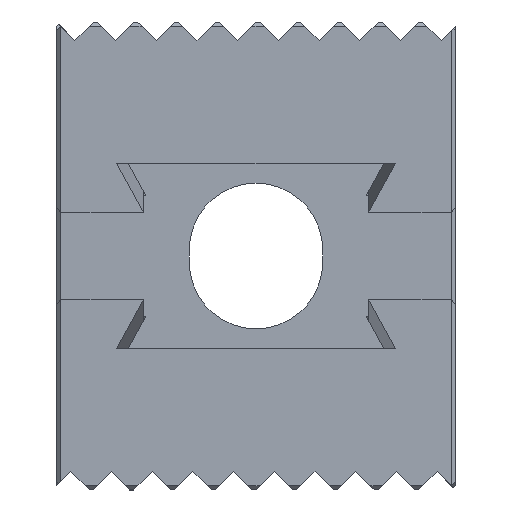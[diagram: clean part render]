
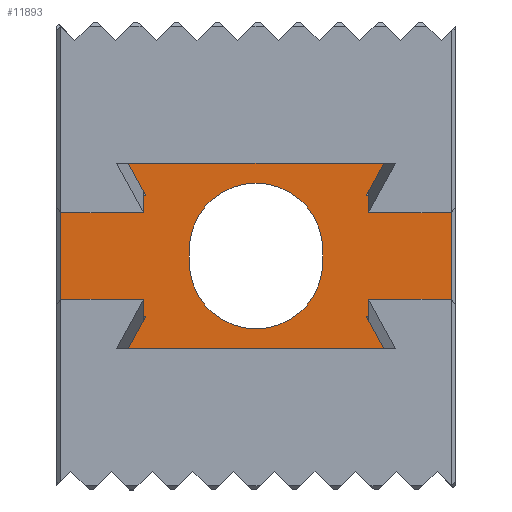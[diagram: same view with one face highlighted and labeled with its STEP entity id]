
A CAD part, front view. The second image highlights one B-rep face of the part: STEP entity #11893.
In plain terms, the highlighted planar face has unit normal (0, -1, 0).
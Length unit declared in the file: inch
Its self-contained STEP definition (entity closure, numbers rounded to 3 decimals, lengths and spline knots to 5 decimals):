
#337 = LINE ( 'NONE', #15582, #15841 ) ;
#765 = LINE ( 'NONE', #7314, #9479 ) ;
#1185 = ORIENTED_EDGE ( 'NONE', *, *, #9952, .F. ) ;
#1695 = DIRECTION ( 'NONE',  ( 0.477, 0., 0.879 ) ) ;
#1859 = VERTEX_POINT ( 'NONE', #17926 ) ;
#1934 = EDGE_LOOP ( 'NONE', ( #17939, #12350, #11264, #2006, #16286, #10589, #13482, #10792, #9672, #1185, #3215, #10565 ) ) ;
#1969 = VECTOR ( 'NONE', #15556, 39.37008 ) ;
#1974 = EDGE_CURVE ( 'NONE', #10842, #18638, #14870, .T. ) ;
#2006 = ORIENTED_EDGE ( 'NONE', *, *, #1974, .T. ) ;
#2094 = VECTOR ( 'NONE', #1695, 39.37008 ) ;
#2395 = EDGE_CURVE ( 'NONE', #10144, #6682, #6365, .T. ) ;
#2523 = VECTOR ( 'NONE', #15077, 39.37008 ) ;
#2567 = DIRECTION ( 'NONE',  ( -1., 0., 0. ) ) ;
#2700 = CARTESIAN_POINT ( 'NONE',  ( -0.2709, 0., -0.1487 ) ) ;
#2709 = VECTOR ( 'NONE', #15815, 39.37008 ) ;
#2951 = LINE ( 'NONE', #18719, #6078 ) ;
#3048 = CARTESIAN_POINT ( 'NONE',  ( -0.48, 0., 0.1487 ) ) ;
#3093 = VERTEX_POINT ( 'NONE', #5782 ) ;
#3215 = ORIENTED_EDGE ( 'NONE', *, *, #3235, .F. ) ;
#3235 = EDGE_CURVE ( 'NONE', #8013, #18555, #10210, .T. ) ;
#3332 = EDGE_LOOP ( 'NONE', ( #3907, #7746, #17639, #12977, #10911 ) ) ;
#3510 = EDGE_CURVE ( 'NONE', #7835, #10539, #10440, .T. ) ;
#3907 = ORIENTED_EDGE ( 'NONE', *, *, #14108, .T. ) ;
#3912 = CARTESIAN_POINT ( 'NONE',  ( 0.33845, 0., -0.27321 ) ) ;
#3931 = DIRECTION ( 'NONE',  ( 0., 1., 0. ) ) ;
#4130 = EDGE_CURVE ( 'NONE', #16001, #1859, #6809, .T. ) ;
#4483 = CARTESIAN_POINT ( 'NONE',  ( -0.164, 0., 0.015 ) ) ;
#5298 = DIRECTION ( 'NONE',  ( 0., 1., 0. ) ) ;
#5349 = PLANE ( 'NONE',  #13766 ) ;
#5403 = VERTEX_POINT ( 'NONE', #17277 ) ;
#5510 = AXIS2_PLACEMENT_3D ( 'NONE', #13171, #3931, #14735 ) ;
#5697 = FACE_OUTER_BOUND ( 'NONE', #1934, .T. ) ;
#5782 = CARTESIAN_POINT ( 'NONE',  ( 0.164, 0., -0.015 ) ) ;
#5998 = DIRECTION ( 'NONE',  ( -1., 0., 0. ) ) ;
#6078 = VECTOR ( 'NONE', #6331, 39.37008 ) ;
#6150 = DIRECTION ( 'NONE',  ( 0.477, 0., -0.879 ) ) ;
#6331 = DIRECTION ( 'NONE',  ( 0., 0., -1. ) ) ;
#6365 = LINE ( 'NONE', #16070, #17743 ) ;
#6544 = CARTESIAN_POINT ( 'NONE',  ( -0.48, 0., -0.1487 ) ) ;
#6682 = VERTEX_POINT ( 'NONE', #14693 ) ;
#6809 = LINE ( 'NONE', #6544, #2709 ) ;
#6883 = LINE ( 'NONE', #16625, #7857 ) ;
#7314 = CARTESIAN_POINT ( 'NONE',  ( 0.49, 0., 0.1487 ) ) ;
#7361 = DIRECTION ( 'NONE',  ( 0., 1., 0. ) ) ;
#7712 = EDGE_CURVE ( 'NONE', #5403, #10842, #765, .T. ) ;
#7746 = ORIENTED_EDGE ( 'NONE', *, *, #3510, .T. ) ;
#7835 = VERTEX_POINT ( 'NONE', #4483 ) ;
#7857 = VECTOR ( 'NONE', #8932, 39.37008 ) ;
#7888 = DIRECTION ( 'NONE',  ( 0., 0., 1. ) ) ;
#8013 = VERTEX_POINT ( 'NONE', #3912 ) ;
#8400 = AXIS2_PLACEMENT_3D ( 'NONE', #14538, #5298, #16109 ) ;
#8446 = DIRECTION ( 'NONE',  ( -1., 0., 0. ) ) ;
#8594 = EDGE_CURVE ( 'NONE', #14293, #3093, #2951, .T. ) ;
#8932 = DIRECTION ( 'NONE',  ( -1., 0., 0. ) ) ;
#9090 = VECTOR ( 'NONE', #5998, 39.37008 ) ;
#9414 = CARTESIAN_POINT ( 'NONE',  ( -0.15005, 0., 0.07404 ) ) ;
#9479 = VECTOR ( 'NONE', #2567, 39.37008 ) ;
#9672 = ORIENTED_EDGE ( 'NONE', *, *, #17725, .F. ) ;
#9775 = FACE_BOUND ( 'NONE', #3332, .T. ) ;
#9855 = CARTESIAN_POINT ( 'NONE',  ( 0.33845, 0., 0.27321 ) ) ;
#9952 = EDGE_CURVE ( 'NONE', #18555, #17709, #10797, .T. ) ;
#10028 = LINE ( 'NONE', #13714, #9090 ) ;
#10142 = CARTESIAN_POINT ( 'NONE',  ( 0.48, 0., -0.1487 ) ) ;
#10144 = VERTEX_POINT ( 'NONE', #14478 ) ;
#10210 = LINE ( 'NONE', #12429, #1969 ) ;
#10440 = CIRCLE ( 'NONE', #8400, 0.164 ) ;
#10539 = VERTEX_POINT ( 'NONE', #18826 ) ;
#10565 = ORIENTED_EDGE ( 'NONE', *, *, #19926, .F. ) ;
#10589 = ORIENTED_EDGE ( 'NONE', *, *, #2395, .T. ) ;
#10656 = CARTESIAN_POINT ( 'NONE',  ( -0.164, 0., -0.015 ) ) ;
#10792 = ORIENTED_EDGE ( 'NONE', *, *, #4130, .T. ) ;
#10797 = LINE ( 'NONE', #9414, #2094 ) ;
#10842 = VERTEX_POINT ( 'NONE', #14007 ) ;
#10876 = AXIS2_PLACEMENT_3D ( 'NONE', #16607, #7361, #18165 ) ;
#10911 = ORIENTED_EDGE ( 'NONE', *, *, #12575, .T. ) ;
#11264 = ORIENTED_EDGE ( 'NONE', *, *, #7712, .T. ) ;
#11893 = ADVANCED_FACE ( 'NONE', ( #9775, #5697 ), #5349, .F. ) ;
#11960 = VECTOR ( 'NONE', #8446, 39.37008 ) ;
#12228 = CARTESIAN_POINT ( 'NONE',  ( 0.164, 0., 0.015 ) ) ;
#12350 = ORIENTED_EDGE ( 'NONE', *, *, #16496, .T. ) ;
#12410 = CIRCLE ( 'NONE', #10876, 0.164 ) ;
#12429 = CARTESIAN_POINT ( 'NONE',  ( 0.49, 0., -0.27321 ) ) ;
#12575 = EDGE_CURVE ( 'NONE', #3093, #18736, #12410, .T. ) ;
#12762 = CARTESIAN_POINT ( 'NONE',  ( -0.33845, 0., -0.27321 ) ) ;
#12977 = ORIENTED_EDGE ( 'NONE', *, *, #8594, .T. ) ;
#13171 = CARTESIAN_POINT ( 'NONE',  ( 0., 0., 0.015 ) ) ;
#13482 = ORIENTED_EDGE ( 'NONE', *, *, #17822, .T. ) ;
#13528 = CARTESIAN_POINT ( 'NONE',  ( 0.14387, 0., -0.08543 ) ) ;
#13657 = LINE ( 'NONE', #17608, #14127 ) ;
#13714 = CARTESIAN_POINT ( 'NONE',  ( 0.49, 0., 0.27321 ) ) ;
#13766 = AXIS2_PLACEMENT_3D ( 'NONE', #17494, #15953, #16168 ) ;
#14007 = CARTESIAN_POINT ( 'NONE',  ( 0.2709, 0., 0.1487 ) ) ;
#14108 = EDGE_CURVE ( 'NONE', #18736, #7835, #16898, .T. ) ;
#14127 = VECTOR ( 'NONE', #19173, 39.37008 ) ;
#14293 = VERTEX_POINT ( 'NONE', #12228 ) ;
#14478 = CARTESIAN_POINT ( 'NONE',  ( -0.33845, 0., 0.27321 ) ) ;
#14538 = CARTESIAN_POINT ( 'NONE',  ( 0., 0., 0.015 ) ) ;
#14693 = CARTESIAN_POINT ( 'NONE',  ( -0.2709, 0., 0.1487 ) ) ;
#14735 = DIRECTION ( 'NONE',  ( 0., 0., 1. ) ) ;
#14774 = EDGE_CURVE ( 'NONE', #10539, #14293, #19047, .T. ) ;
#14870 = LINE ( 'NONE', #13528, #2523 ) ;
#15077 = DIRECTION ( 'NONE',  ( 0.477, 0., 0.879 ) ) ;
#15341 = CARTESIAN_POINT ( 'NONE',  ( 0.2709, 0., -0.1487 ) ) ;
#15556 = DIRECTION ( 'NONE',  ( -1., 0., 0. ) ) ;
#15582 = CARTESIAN_POINT ( 'NONE',  ( 0.48, 0., -0.27321 ) ) ;
#15815 = DIRECTION ( 'NONE',  ( 0., 0., -1. ) ) ;
#15841 = VECTOR ( 'NONE', #7888, 39.37008 ) ;
#15953 = DIRECTION ( 'NONE',  ( 0., 1., 0. ) ) ;
#16001 = VERTEX_POINT ( 'NONE', #3048 ) ;
#16070 = CARTESIAN_POINT ( 'NONE',  ( 0.07898, 0., -0.4962 ) ) ;
#16078 = LINE ( 'NONE', #19269, #11960 ) ;
#16109 = DIRECTION ( 'NONE',  ( 0., 0., 1. ) ) ;
#16168 = DIRECTION ( 'NONE',  ( 0., 0., 1. ) ) ;
#16286 = ORIENTED_EDGE ( 'NONE', *, *, #16417, .T. ) ;
#16377 = CARTESIAN_POINT ( 'NONE',  ( -0.164, 0., 0.015 ) ) ;
#16417 = EDGE_CURVE ( 'NONE', #18638, #10144, #10028, .T. ) ;
#16430 = DIRECTION ( 'NONE',  ( 0.477, 0., -0.879 ) ) ;
#16496 = EDGE_CURVE ( 'NONE', #18302, #5403, #337, .T. ) ;
#16607 = CARTESIAN_POINT ( 'NONE',  ( 0., 0., -0.015 ) ) ;
#16625 = CARTESIAN_POINT ( 'NONE',  ( 0.49, 0., -0.1487 ) ) ;
#16898 = LINE ( 'NONE', #16377, #20073 ) ;
#17277 = CARTESIAN_POINT ( 'NONE',  ( 0.48, 0., 0.1487 ) ) ;
#17494 = CARTESIAN_POINT ( 'NONE',  ( 0.49, 0., -0.27321 ) ) ;
#17608 = CARTESIAN_POINT ( 'NONE',  ( 0.49, 0., 0.1487 ) ) ;
#17639 = ORIENTED_EDGE ( 'NONE', *, *, #14774, .T. ) ;
#17657 = EDGE_CURVE ( 'NONE', #18302, #18799, #16078, .T. ) ;
#17709 = VERTEX_POINT ( 'NONE', #2700 ) ;
#17725 = EDGE_CURVE ( 'NONE', #17709, #1859, #6883, .T. ) ;
#17743 = VECTOR ( 'NONE', #16430, 39.37008 ) ;
#17822 = EDGE_CURVE ( 'NONE', #6682, #16001, #13657, .T. ) ;
#17924 = DIRECTION ( 'NONE',  ( 0., 0., 1. ) ) ;
#17926 = CARTESIAN_POINT ( 'NONE',  ( -0.48, 0., -0.1487 ) ) ;
#17939 = ORIENTED_EDGE ( 'NONE', *, *, #17657, .F. ) ;
#18165 = DIRECTION ( 'NONE',  ( 0., 0., 1. ) ) ;
#18302 = VERTEX_POINT ( 'NONE', #10142 ) ;
#18531 = CARTESIAN_POINT ( 'NONE',  ( 0.37291, 0., -0.33674 ) ) ;
#18554 = VECTOR ( 'NONE', #6150, 39.37008 ) ;
#18555 = VERTEX_POINT ( 'NONE', #12762 ) ;
#18638 = VERTEX_POINT ( 'NONE', #9855 ) ;
#18719 = CARTESIAN_POINT ( 'NONE',  ( 0.164, 0., 0.015 ) ) ;
#18736 = VERTEX_POINT ( 'NONE', #10656 ) ;
#18799 = VERTEX_POINT ( 'NONE', #15341 ) ;
#18826 = CARTESIAN_POINT ( 'NONE',  ( 0., 0., 0.179 ) ) ;
#19041 = LINE ( 'NONE', #18531, #18554 ) ;
#19047 = CIRCLE ( 'NONE', #5510, 0.164 ) ;
#19173 = DIRECTION ( 'NONE',  ( -1., 0., 0. ) ) ;
#19269 = CARTESIAN_POINT ( 'NONE',  ( 0.49, 0., -0.1487 ) ) ;
#19926 = EDGE_CURVE ( 'NONE', #18799, #8013, #19041, .T. ) ;
#20073 = VECTOR ( 'NONE', #17924, 39.37008 ) ;
